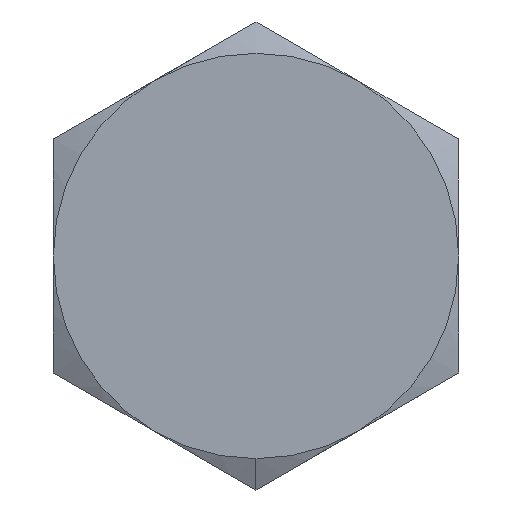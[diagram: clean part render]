
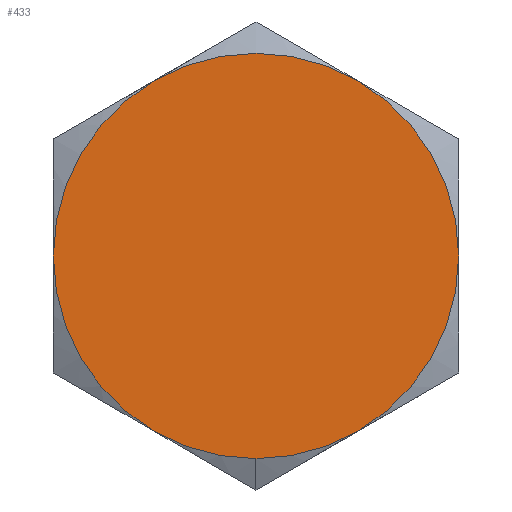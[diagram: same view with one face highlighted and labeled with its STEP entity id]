
A CAD part, left-side view. The second image highlights one B-rep face of the part: STEP entity #433.
In plain terms, the highlighted planar face has unit normal (-1, 0, 0).
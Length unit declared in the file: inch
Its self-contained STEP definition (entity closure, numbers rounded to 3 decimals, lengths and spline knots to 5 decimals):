
#42 = AXIS2_PLACEMENT_3D ( 'NONE', #277, #1408, #537 ) ;
#50 = FACE_OUTER_BOUND ( 'NONE', #889, .T. ) ;
#51 = DIRECTION ( 'NONE',  ( 1., 0., 0. ) ) ;
#52 = CARTESIAN_POINT ( 'NONE',  ( 0., -0.21875, 0. ) ) ;
#71 = CARTESIAN_POINT ( 'NONE',  ( 0., 0.10938, 0.18944 ) ) ;
#99 = AXIS2_PLACEMENT_3D ( 'NONE', #1125, #920, #253 ) ;
#112 = CARTESIAN_POINT ( 'NONE',  ( 0., 0., 0. ) ) ;
#189 = AXIS2_PLACEMENT_3D ( 'NONE', #939, #1170, #1400 ) ;
#196 = DIRECTION ( 'NONE',  ( 1., 0., 0. ) ) ;
#253 = DIRECTION ( 'NONE',  ( 0., 0., -1. ) ) ;
#277 = CARTESIAN_POINT ( 'NONE',  ( 0., 0., 0. ) ) ;
#334 = VERTEX_POINT ( 'NONE', #2638 ) ;
#347 = DIRECTION ( 'NONE',  ( 1., 0., 0. ) ) ;
#396 = CIRCLE ( 'NONE', #1596, 0.21875 ) ;
#433 = ADVANCED_FACE ( 'NONE', ( #50 ), #2029, .F. ) ;
#450 = ORIENTED_EDGE ( 'NONE', *, *, #910, .F. ) ;
#451 = VERTEX_POINT ( 'NONE', #52 ) ;
#490 = CARTESIAN_POINT ( 'NONE',  ( 0., 0., 0. ) ) ;
#503 = CIRCLE ( 'NONE', #189, 0.21875 ) ;
#530 = DIRECTION ( 'NONE',  ( 0., 0., -1. ) ) ;
#537 = DIRECTION ( 'NONE',  ( 0., 0., -1. ) ) ;
#684 = DIRECTION ( 'NONE',  ( 0., 0., -1. ) ) ;
#724 = CARTESIAN_POINT ( 'NONE',  ( 0., 0., 0. ) ) ;
#744 = VERTEX_POINT ( 'NONE', #71 ) ;
#748 = CARTESIAN_POINT ( 'NONE',  ( 0., 0., -0.21875 ) ) ;
#814 = ORIENTED_EDGE ( 'NONE', *, *, #2367, .F. ) ;
#854 = ORIENTED_EDGE ( 'NONE', *, *, #2025, .F. ) ;
#873 = CARTESIAN_POINT ( 'NONE',  ( 0., -0.10938, -0.18944 ) ) ;
#889 = EDGE_LOOP ( 'NONE', ( #854, #1318, #450, #2545, #2297, #814, #898 ) ) ;
#898 = ORIENTED_EDGE ( 'NONE', *, *, #2710, .F. ) ;
#910 = EDGE_CURVE ( 'NONE', #334, #451, #2560, .T. ) ;
#920 = DIRECTION ( 'NONE',  ( 1., 0., 0. ) ) ;
#939 = CARTESIAN_POINT ( 'NONE',  ( 0., 0., 0. ) ) ;
#993 = VERTEX_POINT ( 'NONE', #873 ) ;
#1084 = DIRECTION ( 'NONE',  ( 0., 0., -1. ) ) ;
#1118 = DIRECTION ( 'NONE',  ( 1., 0., 0. ) ) ;
#1125 = CARTESIAN_POINT ( 'NONE',  ( 0., 0., 0. ) ) ;
#1170 = DIRECTION ( 'NONE',  ( 1., 0., 0. ) ) ;
#1318 = ORIENTED_EDGE ( 'NONE', *, *, #1812, .F. ) ;
#1359 = CIRCLE ( 'NONE', #2531, 0.21875 ) ;
#1400 = DIRECTION ( 'NONE',  ( 0., 0., -1. ) ) ;
#1408 = DIRECTION ( 'NONE',  ( 1., 0., 0. ) ) ;
#1440 = CIRCLE ( 'NONE', #42, 0.21875 ) ;
#1512 = CIRCLE ( 'NONE', #99, 0.21875 ) ;
#1596 = AXIS2_PLACEMENT_3D ( 'NONE', #2092, #51, #530 ) ;
#1597 = VERTEX_POINT ( 'NONE', #1698 ) ;
#1698 = CARTESIAN_POINT ( 'NONE',  ( 0., 0.10938, -0.18944 ) ) ;
#1812 = EDGE_CURVE ( 'NONE', #451, #993, #1512, .T. ) ;
#1836 = AXIS2_PLACEMENT_3D ( 'NONE', #2707, #2684, #2509 ) ;
#1956 = EDGE_CURVE ( 'NONE', #744, #334, #1440, .T. ) ;
#1967 = EDGE_CURVE ( 'NONE', #2290, #744, #396, .T. ) ;
#2025 = EDGE_CURVE ( 'NONE', #993, #2835, #503, .T. ) ;
#2029 = PLANE ( 'NONE',  #1836 ) ;
#2092 = CARTESIAN_POINT ( 'NONE',  ( 0., 0., 0. ) ) ;
#2267 = AXIS2_PLACEMENT_3D ( 'NONE', #112, #347, #2382 ) ;
#2290 = VERTEX_POINT ( 'NONE', #2324 ) ;
#2297 = ORIENTED_EDGE ( 'NONE', *, *, #1967, .F. ) ;
#2324 = CARTESIAN_POINT ( 'NONE',  ( 0., 0.21875, 0. ) ) ;
#2367 = EDGE_CURVE ( 'NONE', #1597, #2290, #2816, .T. ) ;
#2382 = DIRECTION ( 'NONE',  ( 0., 0., -1. ) ) ;
#2509 = DIRECTION ( 'NONE',  ( 0., 0., -1. ) ) ;
#2531 = AXIS2_PLACEMENT_3D ( 'NONE', #490, #1118, #684 ) ;
#2545 = ORIENTED_EDGE ( 'NONE', *, *, #1956, .F. ) ;
#2560 = CIRCLE ( 'NONE', #2789, 0.21875 ) ;
#2638 = CARTESIAN_POINT ( 'NONE',  ( 0., -0.10938, 0.18944 ) ) ;
#2684 = DIRECTION ( 'NONE',  ( 1., 0., 0. ) ) ;
#2707 = CARTESIAN_POINT ( 'NONE',  ( 0., 0., 0. ) ) ;
#2710 = EDGE_CURVE ( 'NONE', #2835, #1597, #1359, .T. ) ;
#2789 = AXIS2_PLACEMENT_3D ( 'NONE', #724, #196, #1084 ) ;
#2816 = CIRCLE ( 'NONE', #2267, 0.21875 ) ;
#2835 = VERTEX_POINT ( 'NONE', #748 ) ;
